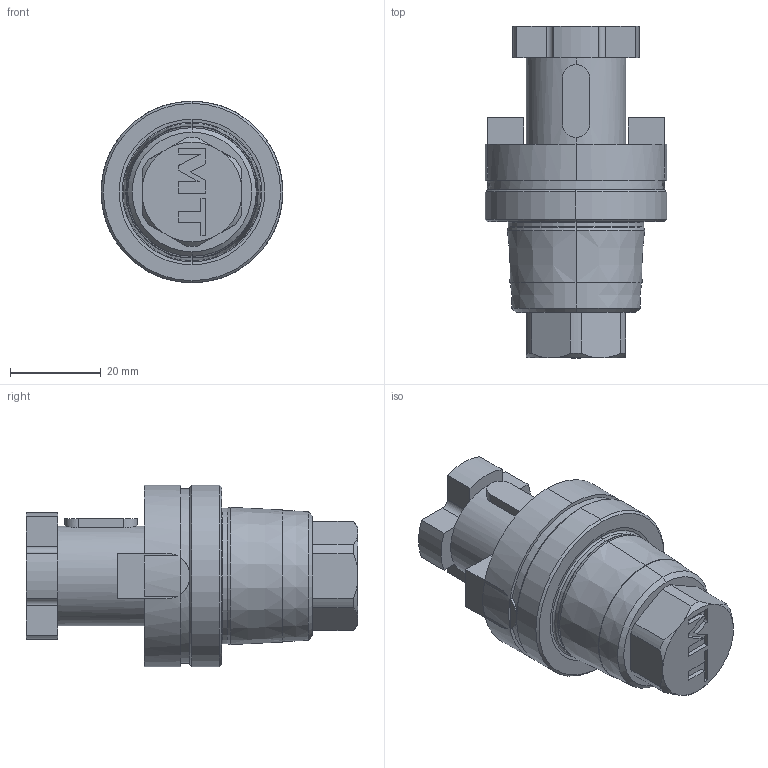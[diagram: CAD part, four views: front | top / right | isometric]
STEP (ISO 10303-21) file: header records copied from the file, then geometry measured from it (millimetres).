
FILE_DESCRIPTION((''),'2;1');
FILE_NAME('MTSK40C04_CONF','2024-12-20T09:26:00',('fpalella'),('M.T. srl'),'CREO PARAMETRIC BY PTC INC, 2023352','CREO PARAMETRIC BY PTC INC, 2023352','');
FILE_SCHEMA(('CONFIG_CONTROL_DESIGN'));
Length unit declared in the file: millimetre
Products named in the file (1): MTSK40C04_CONF
Bounding box: 40 x 73 x 40 mm (x, y, z)
Volume: 50086.3 mm3; surface area: 10049.8 mm2
Topology: 1 solids, 1 shells, 128 faces, 328 edges, 210 vertices
Faces by surface type: plane 70, cylinder 32, cone 20, torus 4, extrusion 2
Entity records: 4100 total; most frequent: CARTESIAN_POINT 922, ORIENTED_EDGE 656, DIRECTION 652, EDGE_CURVE 328, AXIS2_PLACEMENT_3D 224, VERTEX_POINT 210, VECTOR 204, LINE 202
